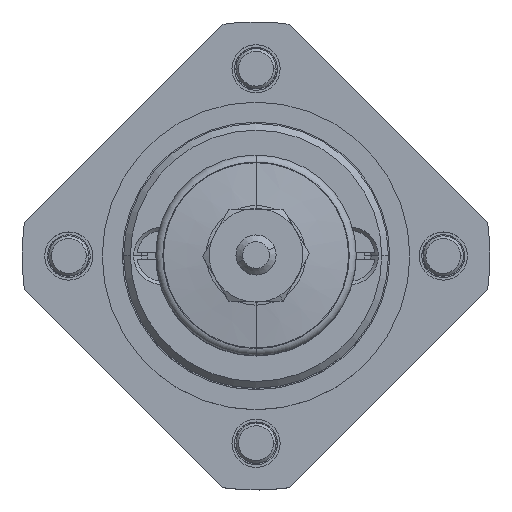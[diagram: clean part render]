
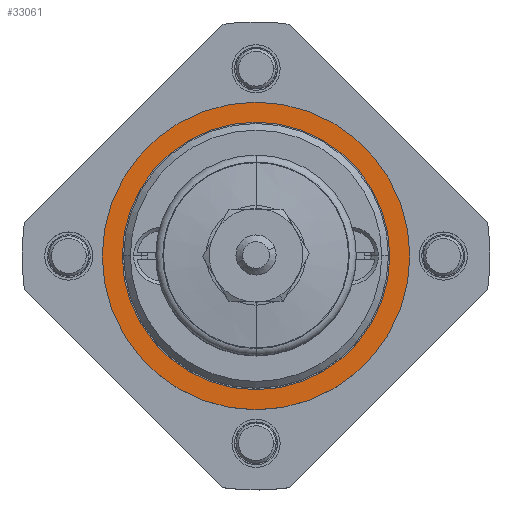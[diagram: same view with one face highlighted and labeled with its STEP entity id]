
A CAD part, top view. The second image highlights one B-rep face of the part: STEP entity #33061.
In plain terms, the highlighted planar face has unit normal (0, 0, 1).
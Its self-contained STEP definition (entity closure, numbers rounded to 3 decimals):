
#5580 = CARTESIAN_POINT ( 'NONE',  ( -9.98, 0., 5.5 ) ) ;
#5581 = CARTESIAN_POINT ( 'NONE',  ( 9.98, 0., 5.5 ) ) ;
#5582 = DIRECTION ( 'NONE',  ( 1., 0., 0. ) ) ;
#5583 = DIRECTION ( 'NONE',  ( 0., 0., 1. ) ) ;
#5584 = AXIS2_PLACEMENT_3D ( 'NONE', #5590, #5583, #5582 ) ;
#5585 = CIRCLE ( 'NONE', #5584, 9.98 ) ;
#5590 = CARTESIAN_POINT ( 'NONE',  ( 0., 0., 5.5 ) ) ;
#6205 = CARTESIAN_POINT ( 'NONE',  ( 11.5, 0., 5.5 ) ) ;
#6206 = CARTESIAN_POINT ( 'NONE',  ( -11.5, 0., 5.5 ) ) ;
#6207 = DIRECTION ( 'NONE',  ( -1., 0., 0. ) ) ;
#6208 = DIRECTION ( 'NONE',  ( 0., 0., -1. ) ) ;
#6209 = CARTESIAN_POINT ( 'NONE',  ( 0., 0., 5.5 ) ) ;
#6210 = AXIS2_PLACEMENT_3D ( 'NONE', #6209, #6208, #6207 ) ;
#6215 = CIRCLE ( 'NONE', #6210, 11.5 ) ;
#6664 = FACE_BOUND ( 'NONE', #33066, .T. ) ;
#6665 = FACE_OUTER_BOUND ( 'NONE', #33062, .T. ) ;
#6692 = DIRECTION ( 'NONE',  ( 1., 0., 0. ) ) ;
#6693 = DIRECTION ( 'NONE',  ( 0., 0., 1. ) ) ;
#6694 = CARTESIAN_POINT ( 'NONE',  ( 0., 0., 5.5 ) ) ;
#6695 = AXIS2_PLACEMENT_3D ( 'NONE', #6694, #6693, #6692 ) ;
#6696 = CIRCLE ( 'NONE', #6695, 9.98 ) ;
#6698 = DIRECTION ( 'NONE',  ( -1., 0., 0. ) ) ;
#6699 = DIRECTION ( 'NONE',  ( 0., 0., -1. ) ) ;
#6700 = AXIS2_PLACEMENT_3D ( 'NONE', #6706, #6699, #6698 ) ;
#6701 = CIRCLE ( 'NONE', #6700, 11.5 ) ;
#6702 = DIRECTION ( 'NONE',  ( -1., 0., 0. ) ) ;
#6703 = DIRECTION ( 'NONE',  ( 0., 0., -1. ) ) ;
#6704 = CARTESIAN_POINT ( 'NONE',  ( 0., 11.5, 5.5 ) ) ;
#6705 = AXIS2_PLACEMENT_3D ( 'NONE', #6704, #6703, #6702 ) ;
#6706 = CARTESIAN_POINT ( 'NONE',  ( 0., 0., 5.5 ) ) ;
#6707 = PLANE ( 'NONE',  #6705 ) ;
#32724 = EDGE_CURVE ( 'NONE', #32725, #32726, #5585, .T. ) ;
#32725 = VERTEX_POINT ( 'NONE', #5581 ) ;
#32726 = VERTEX_POINT ( 'NONE', #5580 ) ;
#32917 = EDGE_CURVE ( 'NONE', #32918, #32919, #6215, .T. ) ;
#32918 = VERTEX_POINT ( 'NONE', #6206 ) ;
#32919 = VERTEX_POINT ( 'NONE', #6205 ) ;
#33061 = ADVANCED_FACE ( 'NONE', ( #6665, #6664 ), #6707, .F. ) ;
#33062 = EDGE_LOOP ( 'NONE', ( #33063, #33064 ) ) ;
#33063 = ORIENTED_EDGE ( 'NONE', *, *, #32917, .F. ) ;
#33064 = ORIENTED_EDGE ( 'NONE', *, *, #33065, .F. ) ;
#33065 = EDGE_CURVE ( 'NONE', #32919, #32918, #6701, .T. ) ;
#33066 = EDGE_LOOP ( 'NONE', ( #33067, #33068 ) ) ;
#33067 = ORIENTED_EDGE ( 'NONE', *, *, #32724, .F. ) ;
#33068 = ORIENTED_EDGE ( 'NONE', *, *, #33069, .F. ) ;
#33069 = EDGE_CURVE ( 'NONE', #32726, #32725, #6696, .T. ) ;
